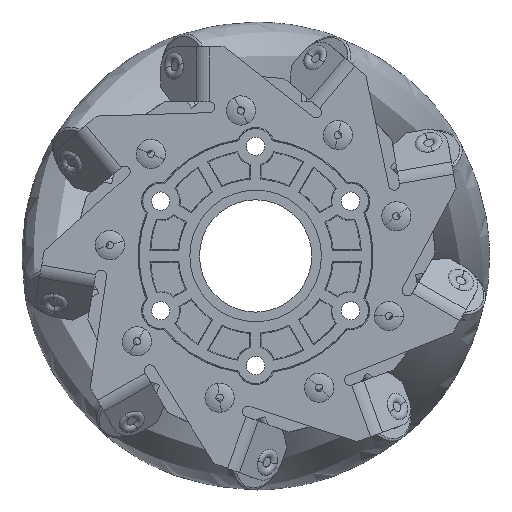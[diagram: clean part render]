
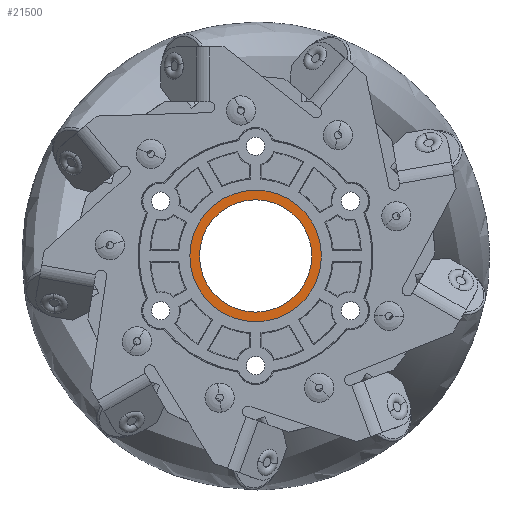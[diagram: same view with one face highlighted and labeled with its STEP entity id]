
A CAD part, left-side view. The second image highlights one B-rep face of the part: STEP entity #21500.
In plain terms, the highlighted planar face has unit normal (-1, 0, 0).
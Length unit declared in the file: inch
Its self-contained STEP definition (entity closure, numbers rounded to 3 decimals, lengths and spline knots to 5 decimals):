
#501 = CIRCLE ( 'NONE', #14146, 0.5625 ) ;
#1343 = CARTESIAN_POINT ( 'NONE',  ( -0.00375, 0., 0. ) ) ;
#1465 = CIRCLE ( 'NONE', #16909, 0.48 ) ;
#2355 = EDGE_CURVE ( 'NONE', #6632, #17461, #501, .T. ) ;
#2676 = DIRECTION ( 'NONE',  ( -1., 0., 0. ) ) ;
#3162 = DIRECTION ( 'NONE',  ( 0., 0., 1. ) ) ;
#3593 = EDGE_CURVE ( 'NONE', #17461, #6632, #15670, .T. ) ;
#3600 = CARTESIAN_POINT ( 'NONE',  ( -0.00375, 0., 0.48 ) ) ;
#3809 = EDGE_LOOP ( 'NONE', ( #14202, #18307 ) ) ;
#4324 = CARTESIAN_POINT ( 'NONE',  ( -0.00375, 0., -0.5625 ) ) ;
#4938 = FACE_BOUND ( 'NONE', #3809, .T. ) ;
#4990 = DIRECTION ( 'NONE',  ( -1., 0., 0. ) ) ;
#5706 = CARTESIAN_POINT ( 'NONE',  ( -0.00375, 0., 0. ) ) ;
#6312 = AXIS2_PLACEMENT_3D ( 'NONE', #1343, #13871, #3162 ) ;
#6632 = VERTEX_POINT ( 'NONE', #20924 ) ;
#7497 = DIRECTION ( 'NONE',  ( 0., 0., 1. ) ) ;
#10300 = PLANE ( 'NONE',  #13765 ) ;
#10574 = DIRECTION ( 'NONE',  ( -1., 0., 0. ) ) ;
#10933 = VERTEX_POINT ( 'NONE', #3600 ) ;
#11375 = EDGE_CURVE ( 'NONE', #10933, #12397, #13710, .T. ) ;
#12397 = VERTEX_POINT ( 'NONE', #18464 ) ;
#12819 = EDGE_LOOP ( 'NONE', ( #18501, #12882 ) ) ;
#12882 = ORIENTED_EDGE ( 'NONE', *, *, #3593, .T. ) ;
#13401 = CARTESIAN_POINT ( 'NONE',  ( -0.00375, 0., 0. ) ) ;
#13710 = CIRCLE ( 'NONE', #6312, 0.48 ) ;
#13765 = AXIS2_PLACEMENT_3D ( 'NONE', #19242, #4990, #17530 ) ;
#13871 = DIRECTION ( 'NONE',  ( -1., 0., 0. ) ) ;
#14146 = AXIS2_PLACEMENT_3D ( 'NONE', #5706, #18242, #7497 ) ;
#14202 = ORIENTED_EDGE ( 'NONE', *, *, #11375, .F. ) ;
#14799 = EDGE_CURVE ( 'NONE', #12397, #10933, #1465, .T. ) ;
#15243 = DIRECTION ( 'NONE',  ( 0., 0., 1. ) ) ;
#15670 = CIRCLE ( 'NONE', #23225, 0.5625 ) ;
#16909 = AXIS2_PLACEMENT_3D ( 'NONE', #13401, #2676, #15243 ) ;
#17461 = VERTEX_POINT ( 'NONE', #4324 ) ;
#17530 = DIRECTION ( 'NONE',  ( 0., 0., 1. ) ) ;
#18242 = DIRECTION ( 'NONE',  ( -1., 0., 0. ) ) ;
#18307 = ORIENTED_EDGE ( 'NONE', *, *, #14799, .F. ) ;
#18464 = CARTESIAN_POINT ( 'NONE',  ( -0.00375, 0., -0.48 ) ) ;
#18501 = ORIENTED_EDGE ( 'NONE', *, *, #2355, .T. ) ;
#18661 = FACE_OUTER_BOUND ( 'NONE', #12819, .T. ) ;
#19242 = CARTESIAN_POINT ( 'NONE',  ( -0.00375, 0., 0. ) ) ;
#20924 = CARTESIAN_POINT ( 'NONE',  ( -0.00375, 0., 0.5625 ) ) ;
#21355 = CARTESIAN_POINT ( 'NONE',  ( -0.00375, 0., 0. ) ) ;
#21500 = ADVANCED_FACE ( 'NONE', ( #4938, #18661 ), #10300, .T. ) ;
#23163 = DIRECTION ( 'NONE',  ( 0., 0., 1. ) ) ;
#23225 = AXIS2_PLACEMENT_3D ( 'NONE', #21355, #10574, #23163 ) ;
